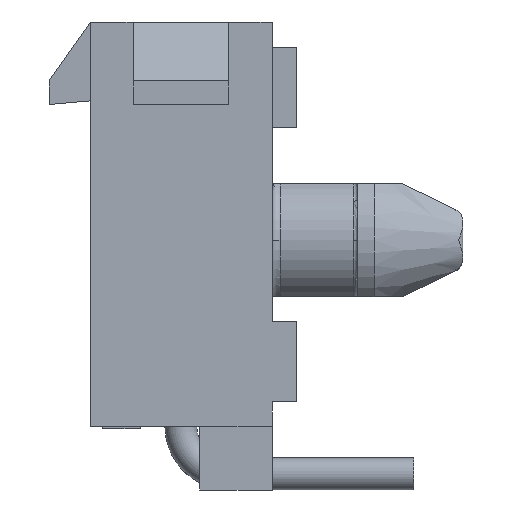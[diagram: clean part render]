
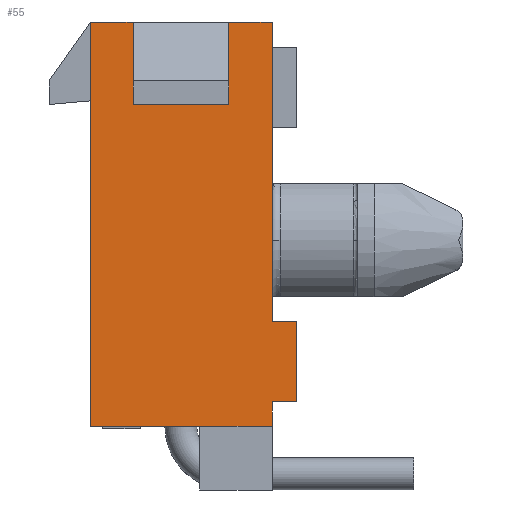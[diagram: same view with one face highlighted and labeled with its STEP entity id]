
A CAD part, left-side view. The second image highlights one B-rep face of the part: STEP entity #55.
In plain terms, the highlighted planar face has unit normal (-1, 0, 0).
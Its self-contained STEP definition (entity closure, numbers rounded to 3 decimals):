
#55=ADVANCED_FACE('',(#213),#214,.T.);
#213=FACE_OUTER_BOUND('',#523,.T.);
#214=PLANE('',#524);
#523=EDGE_LOOP('',(#896,#897,#898,#899,#900,#901,#902,#903,#904,#905,#906,#907));
#524=AXIS2_PLACEMENT_3D('',#908,#909,#910);
#896=ORIENTED_EDGE('',*,*,#2004,.F.);
#897=ORIENTED_EDGE('',*,*,#2035,.T.);
#898=ORIENTED_EDGE('',*,*,#2036,.T.);
#899=ORIENTED_EDGE('',*,*,#2037,.F.);
#900=ORIENTED_EDGE('',*,*,#2010,.F.);
#901=ORIENTED_EDGE('',*,*,#2038,.T.);
#902=ORIENTED_EDGE('',*,*,#2039,.T.);
#903=ORIENTED_EDGE('',*,*,#2040,.F.);
#904=ORIENTED_EDGE('',*,*,#2041,.T.);
#905=ORIENTED_EDGE('',*,*,#2042,.F.);
#906=ORIENTED_EDGE('',*,*,#2043,.F.);
#907=ORIENTED_EDGE('',*,*,#2044,.F.);
#908=CARTESIAN_POINT('',(-6.998,2.845,0.0));
#909=DIRECTION('',(-1.0,0.0,0.0));
#910=DIRECTION('',(0.0,0.0,1.0));
#2004=EDGE_CURVE('',#2394,#2395,#2396,.T.);
#2010=EDGE_CURVE('',#2405,#2407,#2408,.T.);
#2035=EDGE_CURVE('',#2394,#2453,#2455,.T.);
#2036=EDGE_CURVE('',#2453,#2456,#2457,.T.);
#2037=EDGE_CURVE('',#2407,#2456,#2458,.T.);
#2038=EDGE_CURVE('',#2405,#2459,#2460,.T.);
#2039=EDGE_CURVE('',#2459,#2461,#2462,.T.);
#2040=EDGE_CURVE('',#2463,#2461,#2464,.T.);
#2041=EDGE_CURVE('',#2463,#2465,#2466,.T.);
#2042=EDGE_CURVE('',#2467,#2465,#2468,.T.);
#2043=EDGE_CURVE('',#2469,#2467,#2470,.T.);
#2044=EDGE_CURVE('',#2395,#2469,#2471,.T.);
#2394=VERTEX_POINT('',#3092);
#2395=VERTEX_POINT('',#3093);
#2396=LINE('',#3094,#3095);
#2405=VERTEX_POINT('',#3108);
#2407=VERTEX_POINT('',#3111);
#2408=LINE('',#3112,#3113);
#2453=VERTEX_POINT('',#3181);
#2455=LINE('',#3184,#3185);
#2456=VERTEX_POINT('',#3186);
#2457=LINE('',#3187,#3188);
#2458=LINE('',#3189,#3190);
#2459=VERTEX_POINT('',#3191);
#2460=LINE('',#3192,#3193);
#2461=VERTEX_POINT('',#3194);
#2462=LINE('',#3195,#3196);
#2463=VERTEX_POINT('',#3197);
#2464=LINE('',#3198,#3199);
#2465=VERTEX_POINT('',#3200);
#2466=LINE('',#3201,#3202);
#2467=VERTEX_POINT('',#3203);
#2468=LINE('',#3204,#3205);
#2469=VERTEX_POINT('',#3206);
#2470=LINE('',#3207,#3208);
#2471=LINE('',#3209,#3210);
#3092=CARTESIAN_POINT('',(-6.998,-1.499,0.0));
#3093=CARTESIAN_POINT('',(-6.998,-2.87,0.0));
#3094=CARTESIAN_POINT('',(-6.998,-1.499,0.0));
#3095=VECTOR('',#4323,1.372);
#3108=CARTESIAN_POINT('',(-6.998,2.845,0.0));
#3111=CARTESIAN_POINT('',(-6.998,1.499,0.0));
#3112=CARTESIAN_POINT('',(-6.998,2.845,0.0));
#3113=VECTOR('',#4329,1.346);
#3181=CARTESIAN_POINT('',(-6.998,-1.499,-2.477));
#3184=CARTESIAN_POINT('',(-6.998,-1.499,0.0));
#3185=VECTOR('',#4354,2.477);
#3186=CARTESIAN_POINT('',(-6.998,1.499,-2.477));
#3187=CARTESIAN_POINT('',(-6.998,-1.499,-2.477));
#3188=VECTOR('',#4355,2.997);
#3189=CARTESIAN_POINT('',(-6.998,1.499,0.0));
#3190=VECTOR('',#4356,2.477);
#3191=CARTESIAN_POINT('',(-6.998,2.845,-12.7));
#3192=CARTESIAN_POINT('',(-6.998,2.845,0.0));
#3193=VECTOR('',#4357,12.7);
#3194=CARTESIAN_POINT('',(-6.998,-2.87,-12.7));
#3195=CARTESIAN_POINT('',(-6.998,2.845,-12.7));
#3196=VECTOR('',#4358,5.715);
#3197=CARTESIAN_POINT('',(-6.998,-2.87,-11.938));
#3198=CARTESIAN_POINT('',(-6.998,-2.87,-11.938));
#3199=VECTOR('',#4359,0.762);
#3200=CARTESIAN_POINT('',(-6.998,-3.632,-11.938));
#3201=CARTESIAN_POINT('',(-6.998,-2.87,-11.938));
#3202=VECTOR('',#4360,0.762);
#3203=CARTESIAN_POINT('',(-6.998,-3.632,-9.398));
#3204=CARTESIAN_POINT('',(-6.998,-3.632,-9.398));
#3205=VECTOR('',#4361,2.54);
#3206=CARTESIAN_POINT('',(-6.998,-2.87,-9.398));
#3207=CARTESIAN_POINT('',(-6.998,-2.87,-9.398));
#3208=VECTOR('',#4362,0.762);
#3209=CARTESIAN_POINT('',(-6.998,-2.87,0.0));
#3210=VECTOR('',#4363,9.398);
#4323=DIRECTION('',(0.0,-1.0,0.0));
#4329=DIRECTION('',(0.0,-1.0,0.0));
#4354=DIRECTION('',(0.0,0.0,-1.0));
#4355=DIRECTION('',(0.0,1.0,0.0));
#4356=DIRECTION('',(0.0,0.0,-1.0));
#4357=DIRECTION('',(0.0,0.0,-1.0));
#4358=DIRECTION('',(0.0,-1.0,0.0));
#4359=DIRECTION('',(0.0,0.0,-1.0));
#4360=DIRECTION('',(0.0,-1.0,0.0));
#4361=DIRECTION('',(0.0,0.0,-1.0));
#4362=DIRECTION('',(0.0,-1.0,0.0));
#4363=DIRECTION('',(0.0,0.0,-1.0));
